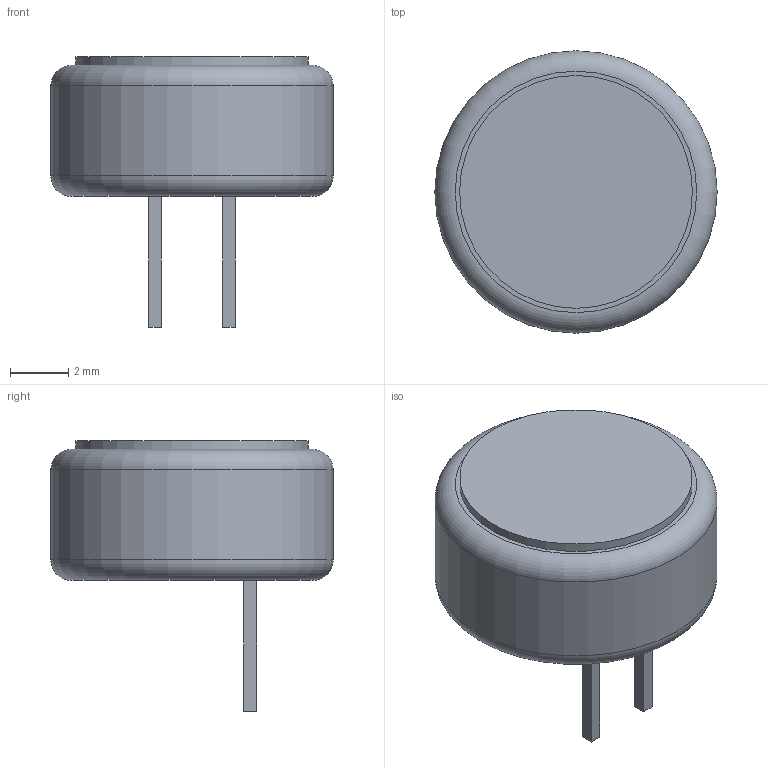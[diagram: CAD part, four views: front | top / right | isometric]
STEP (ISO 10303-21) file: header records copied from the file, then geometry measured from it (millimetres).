
FILE_DESCRIPTION(('FreeCAD Model'),'2;1');
FILE_NAME('Open CASCADE Shape Model','2024-03-07T15:48:54',(''),(''), 'Open CASCADE STEP processor 7.6','FreeCAD','Unknown');
FILE_SCHEMA(('AUTOMOTIVE_DESIGN { 1 0 10303 214 1 1 1 1 }'));
Length unit declared in the file: millimetre
Products named in the file (5): Microphone; cube; cube001; cylinder001; Body
Assembly tree (4 placements, depth 2):
  Microphone
    cube
    cube001
    cylinder001
    Body
Bounding box: 9.7 x 9.7 x 9.3 mm (x, y, z)
Volume: 343.2 mm3; surface area: 391.7 mm2
Topology: 4 solids, 4 shells, 20 faces, 34 edges, 22 vertices
Faces by surface type: plane 16, cylinder 2, torus 2
Full cylindrical faces by diameter (mm): 8 x1, 9.7 x1
Entity records: 1032 total; most frequent: DIRECTION 160, CARTESIAN_POINT 149, LINE 90, VECTOR 90, ORIENTED_EDGE 68, PCURVE 68, DEFINITIONAL_REPRESENTATION 68, EDGE_CURVE 34
